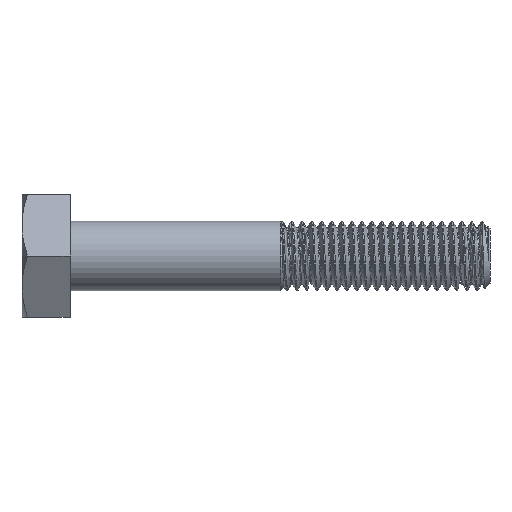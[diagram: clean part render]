
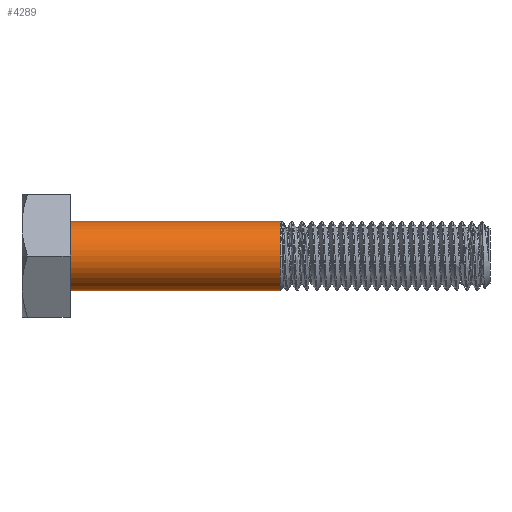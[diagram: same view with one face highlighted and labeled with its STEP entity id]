
A CAD part, front view. The second image highlights one B-rep face of the part: STEP entity #4289.
In plain terms, the highlighted cylindrical face has radius 3.175 mm (diameter 6.35 mm), a partial arc.
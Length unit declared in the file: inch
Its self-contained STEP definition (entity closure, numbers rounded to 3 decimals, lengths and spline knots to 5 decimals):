
#62 = CARTESIAN_POINT ( 'NONE',  ( 0.08594, 0., -0.125 ) ) ;
#148 = VERTEX_POINT ( 'NONE', #3238 ) ;
#249 = ORIENTED_EDGE ( 'NONE', *, *, #4031, .T. ) ;
#357 = VECTOR ( 'NONE', #663, 39.37008 ) ;
#663 = DIRECTION ( 'NONE',  ( 1., 0., 0. ) ) ;
#704 = EDGE_CURVE ( 'NONE', #3211, #2360, #4111, .T. ) ;
#749 = VECTOR ( 'NONE', #5627, 39.37008 ) ;
#904 = AXIS2_PLACEMENT_3D ( 'NONE', #5541, #4052, #1997 ) ;
#1143 = DIRECTION ( 'NONE',  ( 1., 0., 0. ) ) ;
#1159 = ORIENTED_EDGE ( 'NONE', *, *, #704, .T. ) ;
#1520 = CARTESIAN_POINT ( 'NONE',  ( -0.66406, 0., 0. ) ) ;
#1522 = ORIENTED_EDGE ( 'NONE', *, *, #6417, .F. ) ;
#1645 = EDGE_LOOP ( 'NONE', ( #1522, #1159, #3446, #4172, #249 ) ) ;
#1868 = FACE_OUTER_BOUND ( 'NONE', #1645, .T. ) ;
#1997 = DIRECTION ( 'NONE',  ( 0., -1., 0. ) ) ;
#2026 = DIRECTION ( 'NONE',  ( 0., 0., 1. ) ) ;
#2126 = CARTESIAN_POINT ( 'NONE',  ( 0.08594, 0., 0. ) ) ;
#2133 = CARTESIAN_POINT ( 'NONE',  ( -0.66406, 0., 0. ) ) ;
#2360 = VERTEX_POINT ( 'NONE', #5536 ) ;
#2466 = CARTESIAN_POINT ( 'NONE',  ( -0.66406, 0., 0.125 ) ) ;
#2591 = EDGE_CURVE ( 'NONE', #5824, #148, #3219, .T. ) ;
#2866 = CARTESIAN_POINT ( 'NONE',  ( 0.08594, 0., 0.125 ) ) ;
#2947 = LINE ( 'NONE', #4141, #357 ) ;
#3050 = VERTEX_POINT ( 'NONE', #2866 ) ;
#3211 = VERTEX_POINT ( 'NONE', #2466 ) ;
#3219 = CIRCLE ( 'NONE', #4114, 0.125 ) ;
#3238 = CARTESIAN_POINT ( 'NONE',  ( 0.08594, -0.125, 0. ) ) ;
#3446 = ORIENTED_EDGE ( 'NONE', *, *, #5857, .T. ) ;
#3598 = LINE ( 'NONE', #4602, #749 ) ;
#4031 = EDGE_CURVE ( 'NONE', #148, #3050, #6539, .T. ) ;
#4052 = DIRECTION ( 'NONE',  ( -1., 0., 0. ) ) ;
#4111 = CIRCLE ( 'NONE', #4168, 0.125 ) ;
#4114 = AXIS2_PLACEMENT_3D ( 'NONE', #2126, #5609, #5051 ) ;
#4141 = CARTESIAN_POINT ( 'NONE',  ( -0.66406, 0., 0.125 ) ) ;
#4153 = DIRECTION ( 'NONE',  ( 1., 0., 0. ) ) ;
#4168 = AXIS2_PLACEMENT_3D ( 'NONE', #1520, #1143, #2026 ) ;
#4172 = ORIENTED_EDGE ( 'NONE', *, *, #2591, .T. ) ;
#4289 = ADVANCED_FACE ( 'NONE', ( #1868 ), #5011, .T. ) ;
#4602 = CARTESIAN_POINT ( 'NONE',  ( -0.66406, 0., -0.125 ) ) ;
#5011 = CYLINDRICAL_SURFACE ( 'NONE', #5135, 0.125 ) ;
#5051 = DIRECTION ( 'NONE',  ( 0., -1., 0. ) ) ;
#5113 = DIRECTION ( 'NONE',  ( 0., 0., -1. ) ) ;
#5135 = AXIS2_PLACEMENT_3D ( 'NONE', #2133, #4153, #5113 ) ;
#5536 = CARTESIAN_POINT ( 'NONE',  ( -0.66406, 0., -0.125 ) ) ;
#5541 = CARTESIAN_POINT ( 'NONE',  ( 0.08594, 0., 0. ) ) ;
#5609 = DIRECTION ( 'NONE',  ( -1., 0., 0. ) ) ;
#5627 = DIRECTION ( 'NONE',  ( 1., 0., 0. ) ) ;
#5824 = VERTEX_POINT ( 'NONE', #62 ) ;
#5857 = EDGE_CURVE ( 'NONE', #2360, #5824, #3598, .T. ) ;
#6417 = EDGE_CURVE ( 'NONE', #3211, #3050, #2947, .T. ) ;
#6539 = CIRCLE ( 'NONE', #904, 0.125 ) ;
